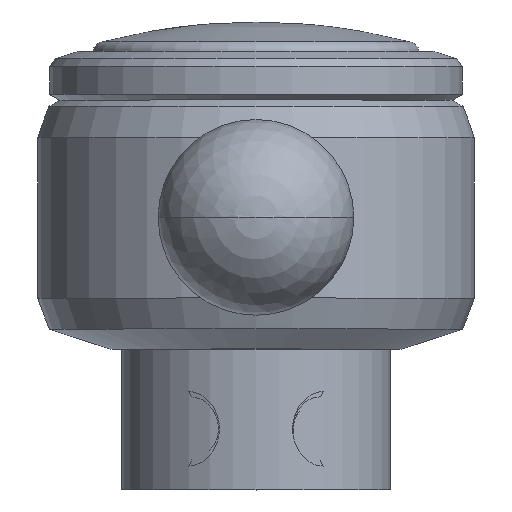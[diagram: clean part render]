
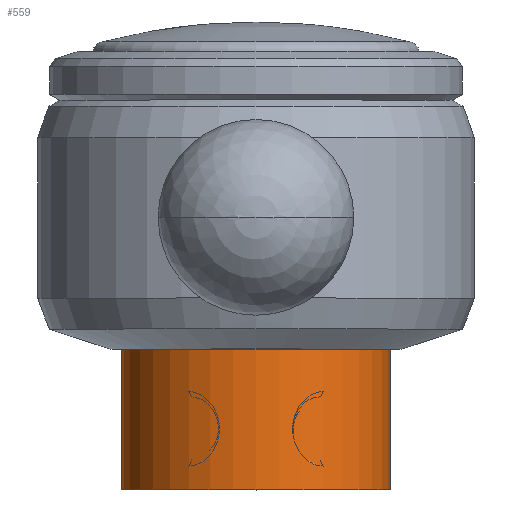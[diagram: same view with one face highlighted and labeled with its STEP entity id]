
A CAD part, top view. The second image highlights one B-rep face of the part: STEP entity #559.
In plain terms, the highlighted cylindrical face has radius 8.725 mm (diameter 17.45 mm), a partial arc.
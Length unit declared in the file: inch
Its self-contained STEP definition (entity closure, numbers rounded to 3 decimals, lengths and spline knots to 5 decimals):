
#2=CARTESIAN_POINT('',(0.,0.,0.));
#3=DIRECTION('',(0.,-1.,0.));
#4=DIRECTION('',(1.,0.,0.));
#5=AXIS2_PLACEMENT_3D('',#2,#3,#4);
#7=CARTESIAN_POINT('',(0.,0.359,0.));
#8=DIRECTION('',(0.,1.,0.));
#9=DIRECTION('',(-1.,0.,0.));
#10=AXIS2_PLACEMENT_3D('',#7,#8,#9);
#57=DIRECTION('',(0.,1.,0.));
#58=VECTOR('',#57,0.359);
#59=CARTESIAN_POINT('',(0.3435,0.,0.));
#60=LINE('',#59,#58);
#66=DIRECTION('',(0.,1.,0.));
#67=VECTOR('',#66,0.359);
#68=CARTESIAN_POINT('',(-0.3435,0.,0.));
#69=LINE('',#68,#67);
#455=CARTESIAN_POINT('',(0.3435,0.,0.));
#456=CARTESIAN_POINT('',(0.3435,0.359,0.));
#457=VERTEX_POINT('',#455);
#458=VERTEX_POINT('',#456);
#473=CARTESIAN_POINT('',(-0.3435,0.,0.));
#474=CARTESIAN_POINT('',(-0.3435,0.359,0.));
#475=VERTEX_POINT('',#473);
#476=VERTEX_POINT('',#474);
#545=CARTESIAN_POINT('',(0.,1.176,0.));
#546=DIRECTION('',(0.,-1.,0.));
#547=DIRECTION('',(-1.,0.,0.));
#548=AXIS2_PLACEMENT_3D('',#545,#546,#547);
#549=CYLINDRICAL_SURFACE('',#548,0.3435);
#551=ORIENTED_EDGE('',*,*,#550,.F.);
#552=ORIENTED_EDGE('',*,*,#538,.T.);
#554=ORIENTED_EDGE('',*,*,#553,.T.);
#556=ORIENTED_EDGE('',*,*,#555,.T.);
#557=EDGE_LOOP('',(#551,#552,#554,#556));
#558=FACE_OUTER_BOUND('',#557,.F.);
#559=ADVANCED_FACE('',(#558),#549,.T.);
#6=CIRCLE('',#5,0.3435);
#11=CIRCLE('',#10,0.3435);
#538=EDGE_CURVE('',#457,#475,#6,.T.);
#550=EDGE_CURVE('',#457,#458,#60,.T.);
#553=EDGE_CURVE('',#475,#476,#69,.T.);
#555=EDGE_CURVE('',#476,#458,#11,.T.);
